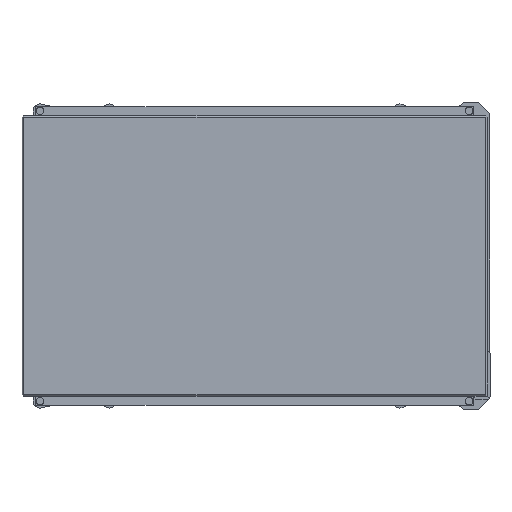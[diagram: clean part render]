
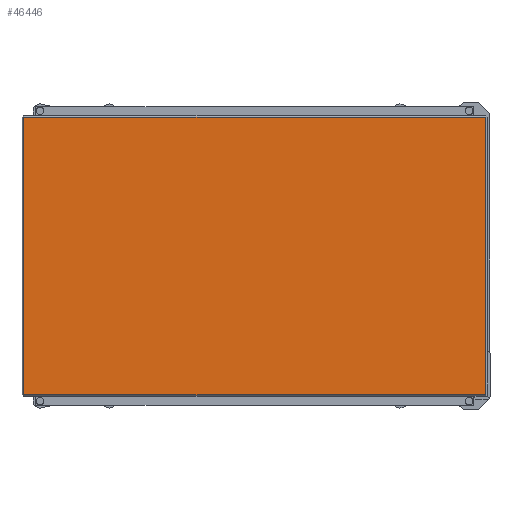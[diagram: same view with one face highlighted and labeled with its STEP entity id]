
A CAD part, top view. The second image highlights one B-rep face of the part: STEP entity #46446.
In plain terms, the highlighted planar face has unit normal (0, 0, 1).
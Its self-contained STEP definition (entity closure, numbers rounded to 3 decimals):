
#45866 = PLANE('',#45867);
#45867 = AXIS2_PLACEMENT_3D('',#45868,#45869,#45870);
#45868 = CARTESIAN_POINT('',(0.6,0.,3.4));
#45869 = DIRECTION('',(0.707,0.,-0.707));
#45870 = DIRECTION('',(0.,1.,0.));
#46049 = VERTEX_POINT('',#46050);
#46050 = CARTESIAN_POINT('',(1.2,1.2,4.));
#46073 = VERTEX_POINT('',#46074);
#46074 = CARTESIAN_POINT('',(1.2,200.8,4.));
#46100 = EDGE_CURVE('',#46049,#46073,#46101,.T.);
#46101 = SURFACE_CURVE('',#46102,(#46106,#46113),.PCURVE_S1.);
#46102 = LINE('',#46103,#46104);
#46103 = CARTESIAN_POINT('',(1.2,0.,4.));
#46104 = VECTOR('',#46105,1.);
#46105 = DIRECTION('',(0.,1.,0.));
#46106 = PCURVE('',#45866,#46107);
#46107 = DEFINITIONAL_REPRESENTATION('',(#46108),#46112);
#46108 = LINE('',#46109,#46110);
#46109 = CARTESIAN_POINT('',(0.,0.849));
#46110 = VECTOR('',#46111,1.);
#46111 = DIRECTION('',(1.,0.));
#46112 = ( GEOMETRIC_REPRESENTATION_CONTEXT(2) 
PARAMETRIC_REPRESENTATION_CONTEXT() REPRESENTATION_CONTEXT('2D SPACE',''
  ) );
#46113 = PCURVE('',#46114,#46119);
#46114 = PLANE('',#46115);
#46115 = AXIS2_PLACEMENT_3D('',#46116,#46117,#46118);
#46116 = CARTESIAN_POINT('',(0.,0.,4.));
#46117 = DIRECTION('',(0.,0.,1.));
#46118 = DIRECTION('',(1.,0.,0.));
#46119 = DEFINITIONAL_REPRESENTATION('',(#46120),#46124);
#46120 = LINE('',#46121,#46122);
#46121 = CARTESIAN_POINT('',(1.2,0.));
#46122 = VECTOR('',#46123,1.);
#46123 = DIRECTION('',(0.,1.));
#46124 = ( GEOMETRIC_REPRESENTATION_CONTEXT(2) 
PARAMETRIC_REPRESENTATION_CONTEXT() REPRESENTATION_CONTEXT('2D SPACE',''
  ) );
#46276 = PLANE('',#46277);
#46277 = AXIS2_PLACEMENT_3D('',#46278,#46279,#46280);
#46278 = CARTESIAN_POINT('',(0.,0.6,3.4));
#46279 = DIRECTION('',(0.,0.707,-0.707));
#46280 = DIRECTION('',(-1.,-0.,-0.));
#46446 = ADVANCED_FACE('',(#46447),#46114,.T.);
#46447 = FACE_BOUND('',#46448,.T.);
#46448 = EDGE_LOOP('',(#46449,#46472,#46500,#46526));
#46449 = ORIENTED_EDGE('',*,*,#46450,.T.);
#46450 = EDGE_CURVE('',#46049,#46451,#46453,.T.);
#46451 = VERTEX_POINT('',#46452);
#46452 = CARTESIAN_POINT('',(333.8,1.2,4.));
#46453 = SURFACE_CURVE('',#46454,(#46458,#46465),.PCURVE_S1.);
#46454 = LINE('',#46455,#46456);
#46455 = CARTESIAN_POINT('',(0.,1.2,4.));
#46456 = VECTOR('',#46457,1.);
#46457 = DIRECTION('',(1.,0.,0.));
#46458 = PCURVE('',#46114,#46459);
#46459 = DEFINITIONAL_REPRESENTATION('',(#46460),#46464);
#46460 = LINE('',#46461,#46462);
#46461 = CARTESIAN_POINT('',(0.,1.2));
#46462 = VECTOR('',#46463,1.);
#46463 = DIRECTION('',(1.,0.));
#46464 = ( GEOMETRIC_REPRESENTATION_CONTEXT(2) 
PARAMETRIC_REPRESENTATION_CONTEXT() REPRESENTATION_CONTEXT('2D SPACE',''
  ) );
#46465 = PCURVE('',#46276,#46466);
#46466 = DEFINITIONAL_REPRESENTATION('',(#46467),#46471);
#46467 = LINE('',#46468,#46469);
#46468 = CARTESIAN_POINT('',(-0.,0.849));
#46469 = VECTOR('',#46470,1.);
#46470 = DIRECTION('',(-1.,0.));
#46471 = ( GEOMETRIC_REPRESENTATION_CONTEXT(2) 
PARAMETRIC_REPRESENTATION_CONTEXT() REPRESENTATION_CONTEXT('2D SPACE',''
  ) );
#46472 = ORIENTED_EDGE('',*,*,#46473,.T.);
#46473 = EDGE_CURVE('',#46451,#46474,#46476,.T.);
#46474 = VERTEX_POINT('',#46475);
#46475 = CARTESIAN_POINT('',(333.8,200.8,4.));
#46476 = SURFACE_CURVE('',#46477,(#46481,#46488),.PCURVE_S1.);
#46477 = LINE('',#46478,#46479);
#46478 = CARTESIAN_POINT('',(333.8,0.,4.));
#46479 = VECTOR('',#46480,1.);
#46480 = DIRECTION('',(0.,1.,0.));
#46481 = PCURVE('',#46114,#46482);
#46482 = DEFINITIONAL_REPRESENTATION('',(#46483),#46487);
#46483 = LINE('',#46484,#46485);
#46484 = CARTESIAN_POINT('',(333.8,0.));
#46485 = VECTOR('',#46486,1.);
#46486 = DIRECTION('',(0.,1.));
#46487 = ( GEOMETRIC_REPRESENTATION_CONTEXT(2) 
PARAMETRIC_REPRESENTATION_CONTEXT() REPRESENTATION_CONTEXT('2D SPACE',''
  ) );
#46488 = PCURVE('',#46489,#46494);
#46489 = PLANE('',#46490);
#46490 = AXIS2_PLACEMENT_3D('',#46491,#46492,#46493);
#46491 = CARTESIAN_POINT('',(334.4,0.,3.4));
#46492 = DIRECTION('',(0.707,0.,0.707
    ));
#46493 = DIRECTION('',(0.,1.,0.));
#46494 = DEFINITIONAL_REPRESENTATION('',(#46495),#46499);
#46495 = LINE('',#46496,#46497);
#46496 = CARTESIAN_POINT('',(0.,0.849));
#46497 = VECTOR('',#46498,1.);
#46498 = DIRECTION('',(1.,0.));
#46499 = ( GEOMETRIC_REPRESENTATION_CONTEXT(2) 
PARAMETRIC_REPRESENTATION_CONTEXT() REPRESENTATION_CONTEXT('2D SPACE',''
  ) );
#46500 = ORIENTED_EDGE('',*,*,#46501,.F.);
#46501 = EDGE_CURVE('',#46073,#46474,#46502,.T.);
#46502 = SURFACE_CURVE('',#46503,(#46507,#46514),.PCURVE_S1.);
#46503 = LINE('',#46504,#46505);
#46504 = CARTESIAN_POINT('',(0.,200.8,4.));
#46505 = VECTOR('',#46506,1.);
#46506 = DIRECTION('',(1.,0.,0.));
#46507 = PCURVE('',#46114,#46508);
#46508 = DEFINITIONAL_REPRESENTATION('',(#46509),#46513);
#46509 = LINE('',#46510,#46511);
#46510 = CARTESIAN_POINT('',(0.,200.8));
#46511 = VECTOR('',#46512,1.);
#46512 = DIRECTION('',(1.,0.));
#46513 = ( GEOMETRIC_REPRESENTATION_CONTEXT(2) 
PARAMETRIC_REPRESENTATION_CONTEXT() REPRESENTATION_CONTEXT('2D SPACE',''
  ) );
#46514 = PCURVE('',#46515,#46520);
#46515 = PLANE('',#46516);
#46516 = AXIS2_PLACEMENT_3D('',#46517,#46518,#46519);
#46517 = CARTESIAN_POINT('',(0.,201.4,3.4));
#46518 = DIRECTION('',(0.,0.707,0.707)
  );
#46519 = DIRECTION('',(-1.,0.,0.));
#46520 = DEFINITIONAL_REPRESENTATION('',(#46521),#46525);
#46521 = LINE('',#46522,#46523);
#46522 = CARTESIAN_POINT('',(0.,0.849));
#46523 = VECTOR('',#46524,1.);
#46524 = DIRECTION('',(-1.,0.));
#46525 = ( GEOMETRIC_REPRESENTATION_CONTEXT(2) 
PARAMETRIC_REPRESENTATION_CONTEXT() REPRESENTATION_CONTEXT('2D SPACE',''
  ) );
#46526 = ORIENTED_EDGE('',*,*,#46100,.F.);
